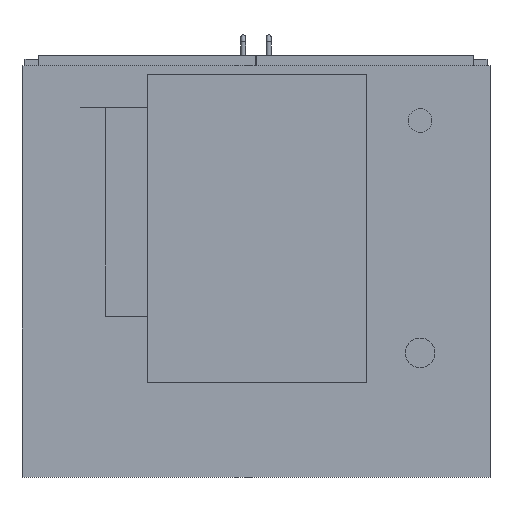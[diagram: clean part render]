
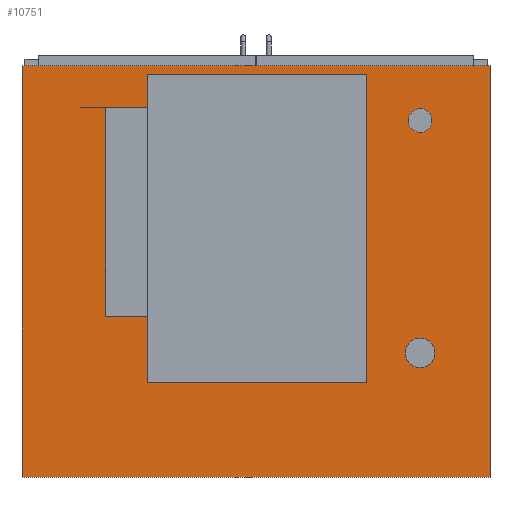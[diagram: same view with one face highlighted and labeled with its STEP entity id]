
A CAD part, front view. The second image highlights one B-rep face of the part: STEP entity #10751.
In plain terms, the highlighted planar face has unit normal (0, -1, 0).
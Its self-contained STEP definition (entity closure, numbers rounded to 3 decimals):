
#162=FACE_BOUND('',#1427,.T.);
#163=FACE_BOUND('',#1428,.T.);
#193=PLANE('',#11501);
#765=FACE_OUTER_BOUND('',#1426,.T.);
#1426=EDGE_LOOP('',(#7617,#7618,#7619,#7620));
#1427=EDGE_LOOP('',(#7621));
#1428=EDGE_LOOP('',(#7622));
#2110=LINE('',#15398,#3486);
#2112=LINE('',#15402,#3488);
#2114=LINE('',#15406,#3490);
#2116=LINE('',#15409,#3492);
#3486=VECTOR('',#12362,10.);
#3488=VECTOR('',#12366,10.);
#3490=VECTOR('',#12370,10.);
#3492=VECTOR('',#12374,10.);
#4844=CIRCLE('',#11485,20.);
#4846=CIRCLE('',#11489,25.);
#4996=VERTEX_POINT('',#15349);
#4998=VERTEX_POINT('',#15356);
#5011=VERTEX_POINT('',#15395);
#5012=VERTEX_POINT('',#15397);
#5013=VERTEX_POINT('',#15401);
#5014=VERTEX_POINT('',#15405);
#6021=EDGE_CURVE('',#4996,#4996,#4844,.T.);
#6024=EDGE_CURVE('',#4998,#4998,#4846,.T.);
#6042=EDGE_CURVE('',#5012,#5011,#2110,.T.);
#6044=EDGE_CURVE('',#5013,#5012,#2112,.T.);
#6046=EDGE_CURVE('',#5014,#5013,#2114,.T.);
#6048=EDGE_CURVE('',#5011,#5014,#2116,.T.);
#7617=ORIENTED_EDGE('',*,*,#6048,.T.);
#7618=ORIENTED_EDGE('',*,*,#6046,.T.);
#7619=ORIENTED_EDGE('',*,*,#6044,.T.);
#7620=ORIENTED_EDGE('',*,*,#6042,.T.);
#7621=ORIENTED_EDGE('',*,*,#6021,.T.);
#7622=ORIENTED_EDGE('',*,*,#6024,.T.);
#10751=ADVANCED_FACE('',(#765,#162,#163),#193,.T.);
#11485=AXIS2_PLACEMENT_3D('',#15351,#12318,#12319);
#11489=AXIS2_PLACEMENT_3D('',#15358,#12327,#12328);
#11501=AXIS2_PLACEMENT_3D('',#15410,#12375,#12376);
#12318=DIRECTION('center_axis',(0.,1.,0.));
#12319=DIRECTION('ref_axis',(1.,0.,0.));
#12327=DIRECTION('center_axis',(0.,1.,0.));
#12328=DIRECTION('ref_axis',(1.,0.,0.));
#12362=DIRECTION('',(0.,0.,-1.));
#12366=DIRECTION('',(-1.,0.,0.));
#12370=DIRECTION('',(0.,0.,1.));
#12374=DIRECTION('',(1.,0.,0.));
#12375=DIRECTION('center_axis',(0.,-1.,0.));
#12376=DIRECTION('ref_axis',(0.,0.,-1.));
#15349=CARTESIAN_POINT('',(257.,-370.,254.5));
#15351=CARTESIAN_POINT('Origin',(277.,-370.,254.5));
#15356=CARTESIAN_POINT('',(252.,-370.,-137.5));
#15358=CARTESIAN_POINT('Origin',(277.,-370.,-137.5));
#15395=CARTESIAN_POINT('',(-395.,-370.,-347.5));
#15397=CARTESIAN_POINT('',(-395.,-370.,347.5));
#15398=CARTESIAN_POINT('',(-395.,-370.,-347.5));
#15401=CARTESIAN_POINT('',(395.,-370.,347.5));
#15402=CARTESIAN_POINT('',(-395.,-370.,347.5));
#15405=CARTESIAN_POINT('',(395.,-370.,-347.5));
#15406=CARTESIAN_POINT('',(395.,-370.,347.5));
#15409=CARTESIAN_POINT('',(395.,-370.,-347.5));
#15410=CARTESIAN_POINT('Origin',(0.,-370.,0.));
